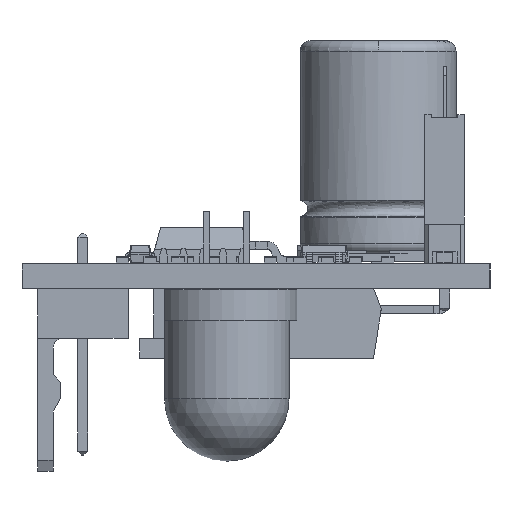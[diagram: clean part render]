
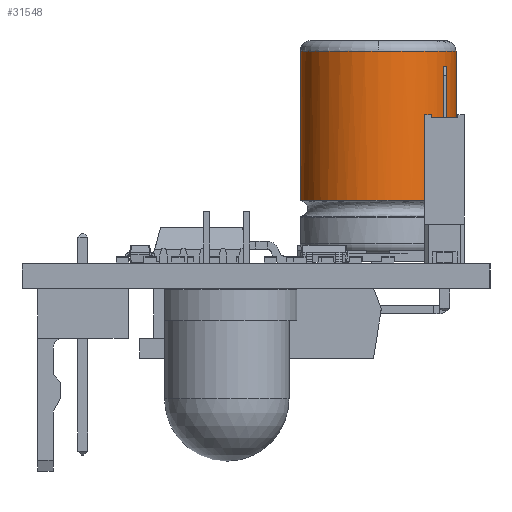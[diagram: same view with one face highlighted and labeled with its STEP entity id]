
A CAD part, left-side view. The second image highlights one B-rep face of the part: STEP entity #31548.
In plain terms, the highlighted cylindrical face has radius 5 mm (diameter 10 mm), a full revolution.
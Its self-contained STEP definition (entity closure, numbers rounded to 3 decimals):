
#31214 = VERTEX_POINT('',#31215);
#31215 = CARTESIAN_POINT('',(-5.,0.,4.081));
#31221 = EDGE_CURVE('',#31214,#31214,#31222,.T.);
#31222 = ( BOUNDED_CURVE() B_SPLINE_CURVE(13,(#31223,#31224,#31225,
    #31226,#31227,#31228,#31229,#31230,#31231,#31232,#31233,#31234,
#31235,#31236),.UNSPECIFIED.,.T.,.F.) B_SPLINE_CURVE_WITH_KNOTS((1,13,13
    ,1),(-31.416,0.,31.416,
62.832),.UNSPECIFIED.) CURVE() GEOMETRIC_REPRESENTATION_ITEM() 
RATIONAL_B_SPLINE_CURVE((1.,1.,1.,1.,
    1.,1.,1.,1.,
    1.,1.,1.,1.,1.,1.)) 
REPRESENTATION_ITEM('') );
#31223 = CARTESIAN_POINT('',(-5.,0.,4.081));
#31224 = CARTESIAN_POINT('',(-5.,2.382,
    4.081));
#31225 = CARTESIAN_POINT('',(-3.769,4.818,
    4.081));
#31226 = CARTESIAN_POINT('',(-1.236,6.56,
    4.081));
#31227 = CARTESIAN_POINT('',(2.25,6.828,
    4.081));
#31228 = CARTESIAN_POINT('',(5.261,4.971,
    4.081));
#31229 = CARTESIAN_POINT('',(7.47,2.26,
    4.081));
#31230 = CARTESIAN_POINT('',(7.47,-2.26,4.081
    ));
#31231 = CARTESIAN_POINT('',(5.261,-4.971,
    4.081));
#31232 = CARTESIAN_POINT('',(2.25,-6.828,
    4.081));
#31233 = CARTESIAN_POINT('',(-1.236,-6.56,
    4.081));
#31234 = CARTESIAN_POINT('',(-3.769,-4.818,
    4.081));
#31235 = CARTESIAN_POINT('',(-5.,-2.382,
    4.081));
#31236 = CARTESIAN_POINT('',(-5.,0.,4.081));
#31548 = ADVANCED_FACE('',(#31549),#31595,.T.);
#31549 = FACE_BOUND('',#31550,.T.);
#31550 = EDGE_LOOP('',(#31551,#31552,#31560,#31569,#31578,#31587,#31594)
  );
#31551 = ORIENTED_EDGE('',*,*,#31221,.F.);
#31552 = ORIENTED_EDGE('',*,*,#31553,.T.);
#31553 = EDGE_CURVE('',#31214,#31554,#31556,.T.);
#31554 = VERTEX_POINT('',#31555);
#31555 = CARTESIAN_POINT('',(-5.,0.,13.633));
#31556 = LINE('',#31557,#31558);
#31557 = CARTESIAN_POINT('',(-5.,0.,4.033));
#31558 = VECTOR('',#31559,1.);
#31559 = DIRECTION('',(0.,0.,1.));
#31560 = ORIENTED_EDGE('',*,*,#31561,.T.);
#31561 = EDGE_CURVE('',#31554,#31562,#31564,.T.);
#31562 = VERTEX_POINT('',#31563);
#31563 = CARTESIAN_POINT('',(1.5,4.77,13.633));
#31564 = CIRCLE('',#31565,5.);
#31565 = AXIS2_PLACEMENT_3D('',#31566,#31567,#31568);
#31566 = CARTESIAN_POINT('',(0.,0.,13.633));
#31567 = DIRECTION('',(0.,0.,-1.));
#31568 = DIRECTION('',(-1.,0.,0.));
#31569 = ORIENTED_EDGE('',*,*,#31570,.T.);
#31570 = EDGE_CURVE('',#31562,#31571,#31573,.T.);
#31571 = VERTEX_POINT('',#31572);
#31572 = CARTESIAN_POINT('',(5.,0.,13.633));
#31573 = CIRCLE('',#31574,5.);
#31574 = AXIS2_PLACEMENT_3D('',#31575,#31576,#31577);
#31575 = CARTESIAN_POINT('',(0.,0.,13.633));
#31576 = DIRECTION('',(0.,0.,-1.));
#31577 = DIRECTION('',(-1.,0.,0.));
#31578 = ORIENTED_EDGE('',*,*,#31579,.T.);
#31579 = EDGE_CURVE('',#31571,#31580,#31582,.T.);
#31580 = VERTEX_POINT('',#31581);
#31581 = CARTESIAN_POINT('',(1.5,-4.77,13.633));
#31582 = CIRCLE('',#31583,5.);
#31583 = AXIS2_PLACEMENT_3D('',#31584,#31585,#31586);
#31584 = CARTESIAN_POINT('',(0.,0.,13.633));
#31585 = DIRECTION('',(0.,0.,-1.));
#31586 = DIRECTION('',(-1.,0.,0.));
#31587 = ORIENTED_EDGE('',*,*,#31588,.T.);
#31588 = EDGE_CURVE('',#31580,#31554,#31589,.T.);
#31589 = CIRCLE('',#31590,5.);
#31590 = AXIS2_PLACEMENT_3D('',#31591,#31592,#31593);
#31591 = CARTESIAN_POINT('',(0.,0.,13.633));
#31592 = DIRECTION('',(0.,0.,-1.));
#31593 = DIRECTION('',(-1.,0.,0.));
#31594 = ORIENTED_EDGE('',*,*,#31553,.F.);
#31595 = CYLINDRICAL_SURFACE('',#31596,5.);
#31596 = AXIS2_PLACEMENT_3D('',#31597,#31598,#31599);
#31597 = CARTESIAN_POINT('',(0.,0.,4.033));
#31598 = DIRECTION('',(0.,0.,1.));
#31599 = DIRECTION('',(-1.,0.,0.));
